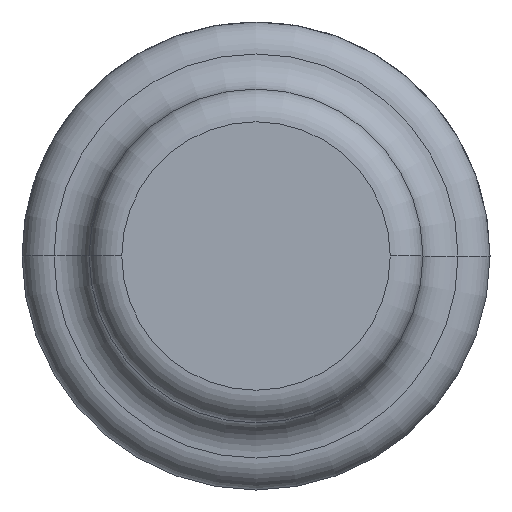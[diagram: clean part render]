
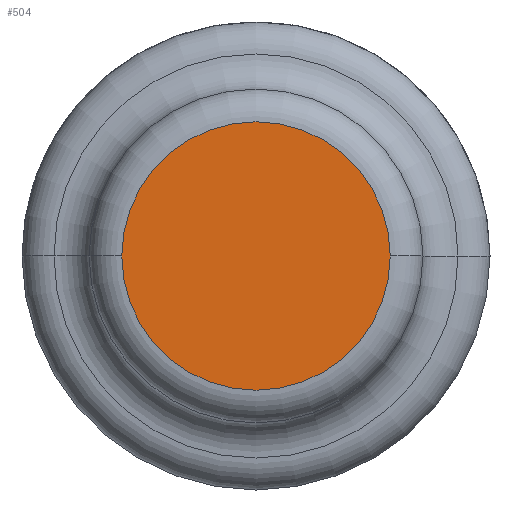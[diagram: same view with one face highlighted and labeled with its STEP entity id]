
A CAD part, front view. The second image highlights one B-rep face of the part: STEP entity #504.
In plain terms, the highlighted face is planar.
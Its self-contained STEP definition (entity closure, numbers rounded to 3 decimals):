
#243=CARTESIAN_POINT('',(0.,0.,-50.));
#244=DIRECTION('',(0.,0.,-1.));
#245=DIRECTION('',(-1.,0.,0.));
#246=AXIS2_PLACEMENT_3D('',#243,#244,#245);
#259=CARTESIAN_POINT('',(0.,0.,-50.));
#260=DIRECTION('',(0.,0.,-1.));
#261=DIRECTION('',(1.,0.,0.));
#262=AXIS2_PLACEMENT_3D('',#259,#260,#261);
#378=CARTESIAN_POINT('',(-4.1,0.,-50.));
#380=VERTEX_POINT('',#378);
#382=CARTESIAN_POINT('',(4.1,0.,-50.));
#384=VERTEX_POINT('',#382);
#494=CARTESIAN_POINT('',(0.,0.,-50.));
#495=DIRECTION('',(0.,0.,-1.));
#496=DIRECTION('',(1.,0.,0.));
#497=AXIS2_PLACEMENT_3D('',#494,#495,#496);
#498=PLANE('',#497);
#499=ORIENTED_EDGE('',*,*,#484,.F.);
#501=ORIENTED_EDGE('',*,*,#500,.F.);
#502=EDGE_LOOP('',(#499,#501));
#503=FACE_OUTER_BOUND('',#502,.F.);
#247=CIRCLE('',#246,4.1);
#263=CIRCLE('',#262,4.1);
#484=EDGE_CURVE('',#380,#384,#247,.T.);
#500=EDGE_CURVE('',#384,#380,#263,.T.);
#504=ADVANCED_FACE('',(#503),#498,.T.);
